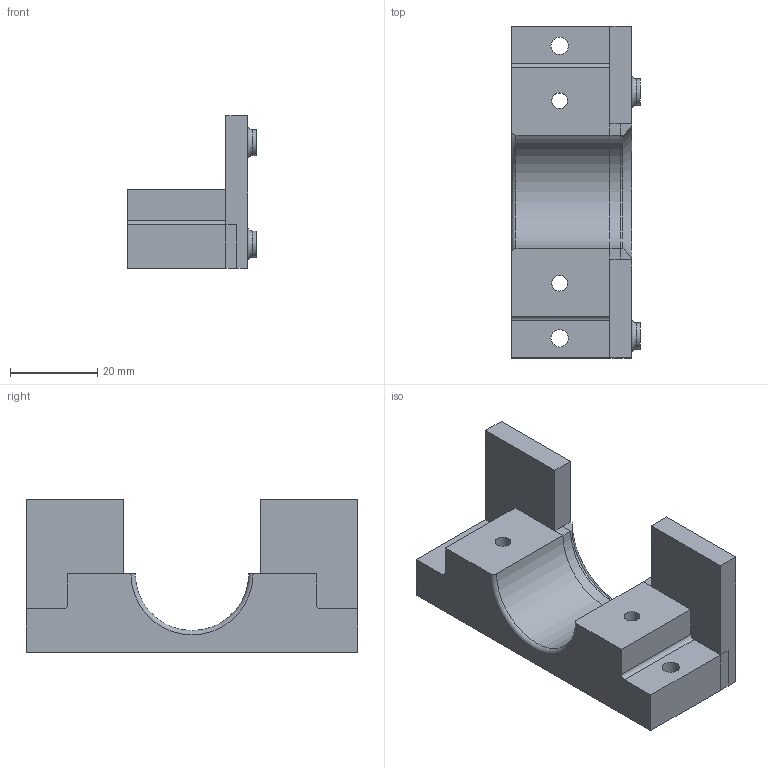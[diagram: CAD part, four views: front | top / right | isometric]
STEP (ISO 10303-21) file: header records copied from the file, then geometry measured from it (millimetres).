
FILE_DESCRIPTION(('FreeCAD Model'),'2;1');
FILE_NAME('Open CASCADE Shape Model','2021-11-22T16:59:44',('Author'),( ''),'Open CASCADE STEP processor 7.4','FreeCAD','Unknown');
FILE_SCHEMA(('AUTOMOTIVE_DESIGN { 1 0 10303 214 1 1 1 1 }'));
Length unit declared in the file: millimetre
Products named in the file (1): Base
Bounding box: 29.5 x 76 x 35 mm (x, y, z)
Volume: 30018.1 mm3; surface area: 10474.7 mm2
Topology: 1 solids, 1 shells, 68 faces, 152 edges, 96 vertices
Faces by surface type: plane 45, cylinder 17, torus 5, cone 1
Full cylindrical faces by diameter (mm): 2 x4, 3.6 x2, 4 x2, 6 x4
Entity records: 2191 total; most frequent: CARTESIAN_POINT 604, DIRECTION 330, ORIENTED_EDGE 304, EDGE_CURVE 152, AXIS2_PLACEMENT_3D 111, LINE 108, VECTOR 108, VERTEX_POINT 96
